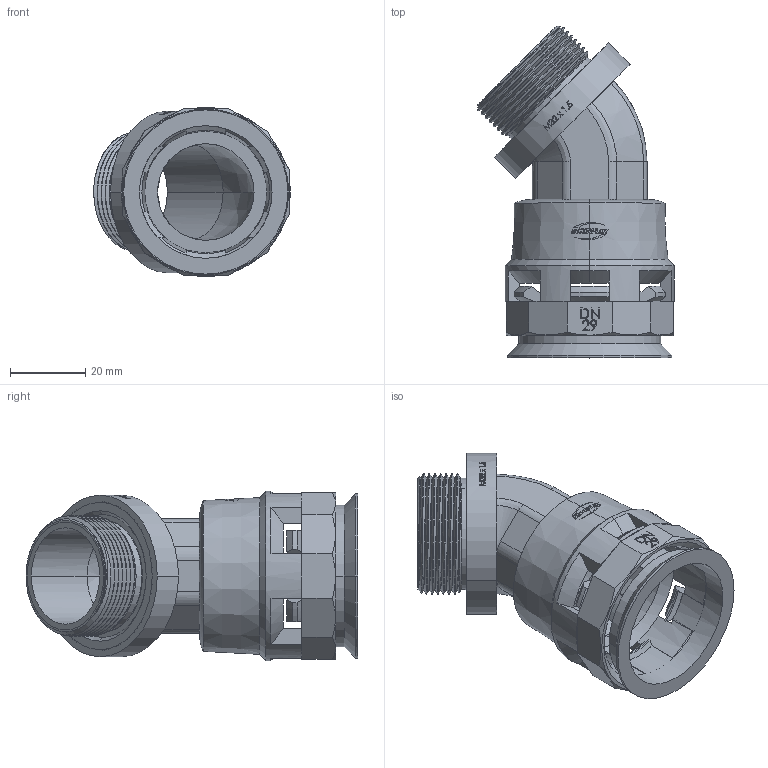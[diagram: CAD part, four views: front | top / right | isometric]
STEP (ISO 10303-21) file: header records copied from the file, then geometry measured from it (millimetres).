
FILE_DESCRIPTION (( 'STEP AP203' ), '1' );
FILE_NAME ('(LTCM-29M32-)_I3040_0006_04_0.STEP', '2012-06-19T10:15:24', ( 'Llorenç' ), ( '' ), 'SwSTEP 2.0', 'SolidWorks 2007', '' );
FILE_SCHEMA (( 'CONFIG_CONTROL_DESIGN' ));
Products named in the file (1): (LTCM-29M32-)_I3040_0006_04_0
Bounding box: 52.32 x 88.32 x 45 mm (x, y, z)
Volume: 33405.4 mm3; surface area: 31231.3 mm2
Topology: 3 solids, 3 shells, 3053 faces, 9022 edges, 5992 vertices
Faces by surface type: plane 2063, cylinder 725, bspline 182, cone 79, torus 4
Entity records: 113041 total; most frequent: CARTESIAN_POINT 35632, ORIENTED_EDGE 18040, DIRECTION 13707, EDGE_CURVE 9020, VERTEX_POINT 5992, VECTOR 4889, LINE 4889, AXIS2_PLACEMENT_3D 4409
